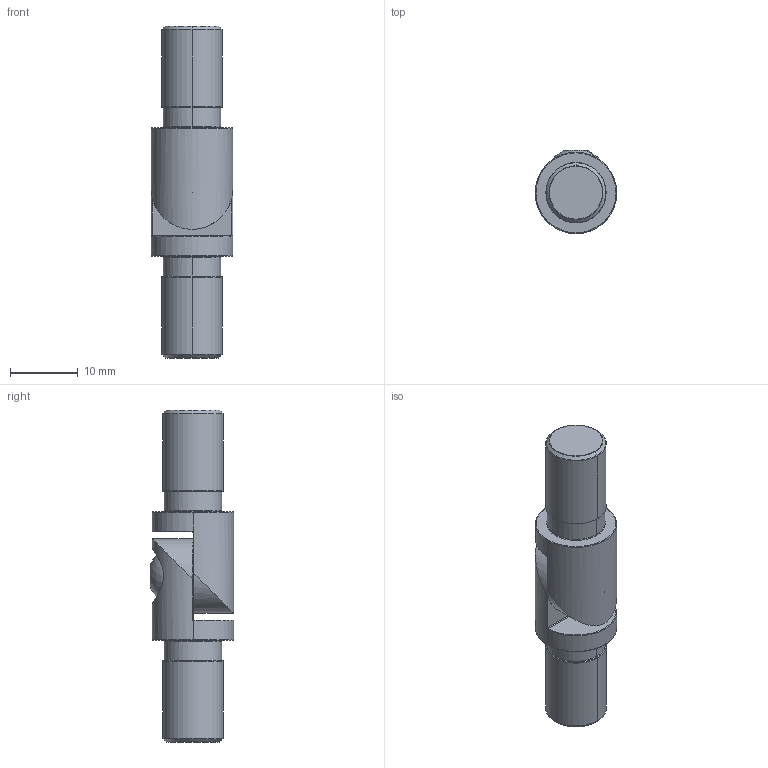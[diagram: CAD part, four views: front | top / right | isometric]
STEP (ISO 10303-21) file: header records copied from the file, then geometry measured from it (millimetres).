
FILE_DESCRIPTION (( 'STEP AP203' ), '1' );
FILE_NAME ('50428-240-GL.step', '2021-06-02T09:54:18', ( '' ), ( '' ), 'SwSTEP 2.0', 'SolidWorks 2018', '' );
FILE_SCHEMA (( 'CONFIG_CONTROL_DESIGN' ));
Length unit declared in the file: millimetre
Products named in the file (8): 50428-240-GL; 50428-240-GL Teil1+2_50428-240-GL Teil2 Keyshot; 50428-240-GL Teil1+2_50428-240-GL Teil1 Keyshot; 50428-240-GL Teil1+2; DIN 7380_DIN 7380 M4x6 Keyshot; DIN 7380
Assembly tree (4 placements, depth 2):
  50428-240-GL
    DIN 7380
  50428-240-GL
    50428-240-GL Teil1+2_50428-240-GL Teil1 Keyshot
    50428-240-GL Teil1+2_50428-240-GL Teil2 Keyshot
    DIN 7380_DIN 7380 M4x6 Keyshot
  50428-240-GL Teil1+2
  50428-240-GL Teil1+2
Bounding box: 12 x 12.3 x 49 mm (x, y, z)
Volume: 3691.8 mm3; surface area: 2518.1 mm2
Topology: 3 solids, 3 shells, 275 faces, 660 edges, 369 vertices
Faces by surface type: cylinder 86, bspline 67, torus 55, plane 26, cone 21, sphere 20
Entity records: 13825 total; most frequent: CARTESIAN_POINT 7411, ORIENTED_EDGE 1258, DIRECTION 1145, EDGE_CURVE 629, AXIS2_PLACEMENT_3D 506, VERTEX_POINT 367, CIRCLE 288, EDGE_LOOP 284
